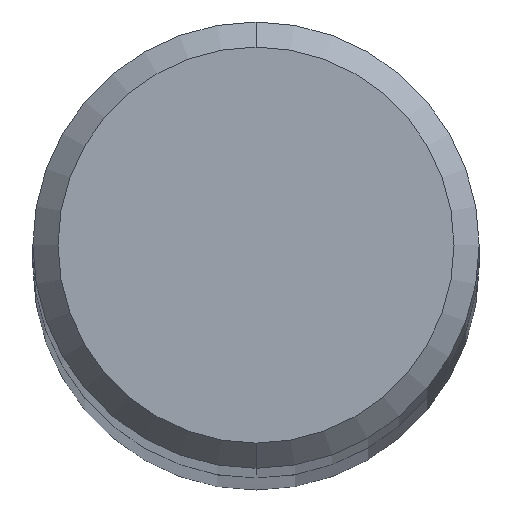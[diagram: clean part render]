
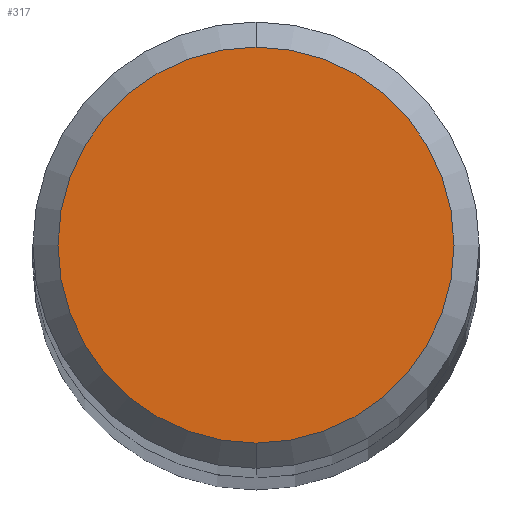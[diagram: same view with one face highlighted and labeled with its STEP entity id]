
A CAD part, top view. The second image highlights one B-rep face of the part: STEP entity #317.
In plain terms, the highlighted planar face has unit normal (0, 0, 1).
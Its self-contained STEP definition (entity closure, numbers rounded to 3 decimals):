
#261=EDGE_CURVE('',#313,#383,#544,.T.);
#313=VERTEX_POINT('',#603);
#317=ADVANCED_FACE('',(#608),#609,.T.);
#383=VERTEX_POINT('',#681);
#391=EDGE_CURVE('',#383,#313,#690,.T.);
#544=CIRCLE('',#977,3.15);
#603=CARTESIAN_POINT('',(0.0,3.15,0.0));
#608=FACE_OUTER_BOUND('',#1135,.T.);
#609=PLANE('',#1136);
#681=CARTESIAN_POINT('',(0.,-3.15,0.0));
#690=CIRCLE('',#1269,3.15);
#977=AXIS2_PLACEMENT_3D('',#1439,#1440,#1441);
#1135=EDGE_LOOP('',(#1518,#1519));
#1136=AXIS2_PLACEMENT_3D('',#1520,#1521,#1522);
#1269=AXIS2_PLACEMENT_3D('',#1594,#1595,#1596);
#1439=CARTESIAN_POINT('',(0.0,0.0,0.0));
#1440=DIRECTION('',(0.0,0.0,-1.0));
#1441=DIRECTION('',(0.0,1.0,0.0));
#1518=ORIENTED_EDGE('',*,*,#261,.F.);
#1519=ORIENTED_EDGE('',*,*,#391,.F.);
#1520=CARTESIAN_POINT('',(0.0,1.575,0.0));
#1521=DIRECTION('',(-0.0,0.0,1.0));
#1522=DIRECTION('',(0.0,-1.0,0.0));
#1594=CARTESIAN_POINT('',(0.0,0.0,0.0));
#1595=DIRECTION('',(0.0,0.0,-1.0));
#1596=DIRECTION('',(0.0,1.0,0.0));
